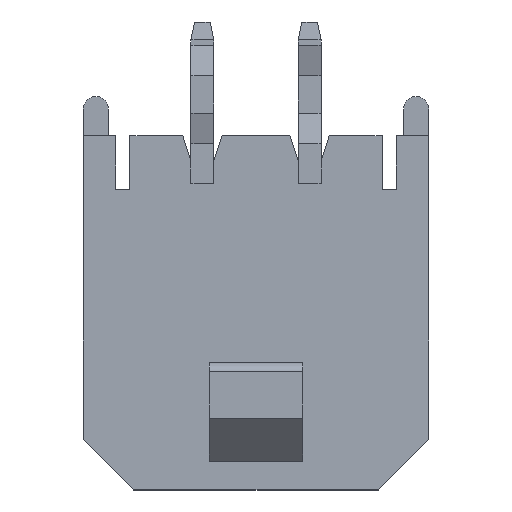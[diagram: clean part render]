
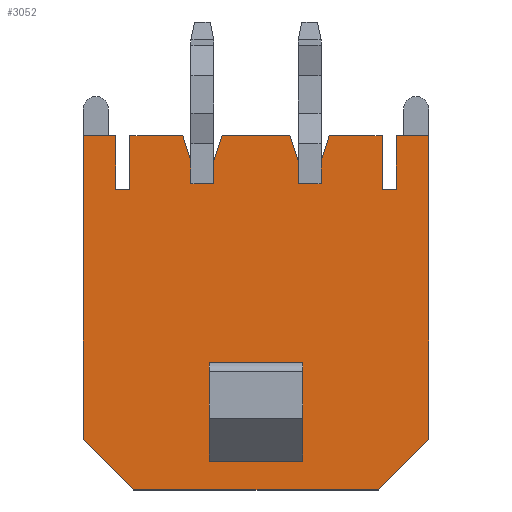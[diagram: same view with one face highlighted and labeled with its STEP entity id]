
A CAD part, top view. The second image highlights one B-rep face of the part: STEP entity #3052.
In plain terms, the highlighted planar face has unit normal (0, 0, 1).
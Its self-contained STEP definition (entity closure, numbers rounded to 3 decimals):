
#84=ORIENTED_EDGE('',*,*,#980,.T.);
#85=ORIENTED_EDGE('',*,*,#981,.T.);
#86=ORIENTED_EDGE('',*,*,#982,.F.);
#87=ORIENTED_EDGE('',*,*,#983,.F.);
#88=ORIENTED_EDGE('',*,*,#984,.T.);
#89=ORIENTED_EDGE('',*,*,#985,.T.);
#90=ORIENTED_EDGE('',*,*,#972,.T.);
#91=ORIENTED_EDGE('',*,*,#986,.T.);
#92=ORIENTED_EDGE('',*,*,#987,.T.);
#93=ORIENTED_EDGE('',*,*,#988,.T.);
#94=ORIENTED_EDGE('',*,*,#989,.T.);
#95=ORIENTED_EDGE('',*,*,#990,.T.);
#96=ORIENTED_EDGE('',*,*,#991,.T.);
#97=ORIENTED_EDGE('',*,*,#992,.F.);
#98=ORIENTED_EDGE('',*,*,#993,.F.);
#99=ORIENTED_EDGE('',*,*,#994,.F.);
#100=ORIENTED_EDGE('',*,*,#995,.T.);
#101=ORIENTED_EDGE('',*,*,#996,.F.);
#102=ORIENTED_EDGE('',*,*,#997,.F.);
#103=ORIENTED_EDGE('',*,*,#998,.F.);
#104=ORIENTED_EDGE('',*,*,#999,.T.);
#105=ORIENTED_EDGE('',*,*,#1000,.T.);
#106=ORIENTED_EDGE('',*,*,#1001,.T.);
#107=ORIENTED_EDGE('',*,*,#1002,.T.);
#108=ORIENTED_EDGE('',*,*,#1003,.T.);
#109=ORIENTED_EDGE('',*,*,#1004,.T.);
#110=ORIENTED_EDGE('',*,*,#978,.T.);
#111=ORIENTED_EDGE('',*,*,#1005,.T.);
#112=ORIENTED_EDGE('',*,*,#1006,.T.);
#113=ORIENTED_EDGE('',*,*,#951,.T.);
#951=EDGE_CURVE('',#1397,#1399,#1689,.T.);
#972=EDGE_CURVE('',#1420,#1421,#1710,.T.);
#978=EDGE_CURVE('',#1427,#1426,#1716,.T.);
#980=EDGE_CURVE('',#1428,#1429,#1718,.T.);
#981=EDGE_CURVE('',#1429,#1430,#1719,.T.);
#982=EDGE_CURVE('',#1431,#1430,#1720,.T.);
#983=EDGE_CURVE('',#1428,#1431,#1721,.T.);
#984=EDGE_CURVE('',#1399,#1432,#1722,.T.);
#985=EDGE_CURVE('',#1432,#1420,#1723,.T.);
#986=EDGE_CURVE('',#1421,#1433,#1724,.T.);
#987=EDGE_CURVE('',#1433,#1434,#1725,.T.);
#988=EDGE_CURVE('',#1434,#1435,#1726,.T.);
#989=EDGE_CURVE('',#1435,#1436,#1727,.T.);
#990=EDGE_CURVE('',#1436,#1437,#1728,.T.);
#991=EDGE_CURVE('',#1437,#1438,#1729,.T.);
#992=EDGE_CURVE('',#1439,#1438,#1730,.T.);
#993=EDGE_CURVE('',#1440,#1439,#1731,.T.);
#994=EDGE_CURVE('',#1441,#1440,#1732,.T.);
#995=EDGE_CURVE('',#1441,#1442,#1733,.T.);
#996=EDGE_CURVE('',#1443,#1442,#1734,.T.);
#997=EDGE_CURVE('',#1444,#1443,#1735,.T.);
#998=EDGE_CURVE('',#1445,#1444,#1736,.T.);
#999=EDGE_CURVE('',#1445,#1446,#1737,.T.);
#1000=EDGE_CURVE('',#1446,#1447,#1738,.T.);
#1001=EDGE_CURVE('',#1447,#1448,#1739,.T.);
#1002=EDGE_CURVE('',#1448,#1449,#1740,.T.);
#1003=EDGE_CURVE('',#1449,#1450,#1741,.T.);
#1004=EDGE_CURVE('',#1450,#1427,#1742,.T.);
#1005=EDGE_CURVE('',#1426,#1451,#1743,.T.);
#1006=EDGE_CURVE('',#1451,#1397,#1744,.T.);
#1397=VERTEX_POINT('',#4192);
#1399=VERTEX_POINT('',#4196);
#1420=VERTEX_POINT('',#4245);
#1421=VERTEX_POINT('',#4246);
#1426=VERTEX_POINT('',#4257);
#1427=VERTEX_POINT('',#4259);
#1428=VERTEX_POINT('',#4263);
#1429=VERTEX_POINT('',#4264);
#1430=VERTEX_POINT('',#4266);
#1431=VERTEX_POINT('',#4268);
#1432=VERTEX_POINT('',#4271);
#1433=VERTEX_POINT('',#4274);
#1434=VERTEX_POINT('',#4276);
#1435=VERTEX_POINT('',#4278);
#1436=VERTEX_POINT('',#4280);
#1437=VERTEX_POINT('',#4282);
#1438=VERTEX_POINT('',#4284);
#1439=VERTEX_POINT('',#4286);
#1440=VERTEX_POINT('',#4288);
#1441=VERTEX_POINT('',#4290);
#1442=VERTEX_POINT('',#4292);
#1443=VERTEX_POINT('',#4294);
#1444=VERTEX_POINT('',#4296);
#1445=VERTEX_POINT('',#4298);
#1446=VERTEX_POINT('',#4300);
#1447=VERTEX_POINT('',#4302);
#1448=VERTEX_POINT('',#4304);
#1449=VERTEX_POINT('',#4306);
#1450=VERTEX_POINT('',#4308);
#1451=VERTEX_POINT('',#4311);
#1689=LINE('',#4197,#2131);
#1710=LINE('',#4244,#2152);
#1716=LINE('',#4258,#2158);
#1718=LINE('',#4262,#2160);
#1719=LINE('',#4265,#2161);
#1720=LINE('',#4267,#2162);
#1721=LINE('',#4269,#2163);
#1722=LINE('',#4270,#2164);
#1723=LINE('',#4272,#2165);
#1724=LINE('',#4273,#2166);
#1725=LINE('',#4275,#2167);
#1726=LINE('',#4277,#2168);
#1727=LINE('',#4279,#2169);
#1728=LINE('',#4281,#2170);
#1729=LINE('',#4283,#2171);
#1730=LINE('',#4285,#2172);
#1731=LINE('',#4287,#2173);
#1732=LINE('',#4289,#2174);
#1733=LINE('',#4291,#2175);
#1734=LINE('',#4293,#2176);
#1735=LINE('',#4295,#2177);
#1736=LINE('',#4297,#2178);
#1737=LINE('',#4299,#2179);
#1738=LINE('',#4301,#2180);
#1739=LINE('',#4303,#2181);
#1740=LINE('',#4305,#2182);
#1741=LINE('',#4307,#2183);
#1742=LINE('',#4309,#2184);
#1743=LINE('',#4310,#2185);
#1744=LINE('',#4312,#2186);
#2131=VECTOR('',#3411,1000.);
#2152=VECTOR('',#3444,1000.);
#2158=VECTOR('',#3452,1000.);
#2160=VECTOR('',#3456,1000.);
#2161=VECTOR('',#3457,1000.);
#2162=VECTOR('',#3458,1000.);
#2163=VECTOR('',#3459,1000.);
#2164=VECTOR('',#3460,1000.);
#2165=VECTOR('',#3461,1000.);
#2166=VECTOR('',#3462,1000.);
#2167=VECTOR('',#3463,1000.);
#2168=VECTOR('',#3464,1000.);
#2169=VECTOR('',#3465,1000.);
#2170=VECTOR('',#3466,1000.);
#2171=VECTOR('',#3467,1000.);
#2172=VECTOR('',#3468,1000.);
#2173=VECTOR('',#3469,1000.);
#2174=VECTOR('',#3470,1000.);
#2175=VECTOR('',#3471,1000.);
#2176=VECTOR('',#3472,1000.);
#2177=VECTOR('',#3473,1000.);
#2178=VECTOR('',#3474,1000.);
#2179=VECTOR('',#3475,1000.);
#2180=VECTOR('',#3476,1000.);
#2181=VECTOR('',#3477,1000.);
#2182=VECTOR('',#3478,1000.);
#2183=VECTOR('',#3479,1000.);
#2184=VECTOR('',#3480,1000.);
#2185=VECTOR('',#3481,1000.);
#2186=VECTOR('',#3482,1000.);
#2571=EDGE_LOOP('',(#84,#85,#86,#87));
#2572=EDGE_LOOP('',(#88,#89,#90,#91,#92,#93,#94,#95,#96,#97,#98,#99,#100,
#101,#102,#103,#104,#105,#106,#107,#108,#109,#110,#111,#112,#113));
#2735=FACE_BOUND('',#2571,.T.);
#2736=FACE_BOUND('',#2572,.T.);
#2898=PLANE('',#3236);
#3052=ADVANCED_FACE('',(#2735,#2736),#2898,.T.);
#3236=AXIS2_PLACEMENT_3D('',#4261,#3454,#3455);
#3411=DIRECTION('',(-1.,0.,0.));
#3444=DIRECTION('',(-1.,0.,0.));
#3452=DIRECTION('',(-1.,0.,0.));
#3454=DIRECTION('',(0.,0.,1.));
#3455=DIRECTION('',(0.,-1.,0.));
#3456=DIRECTION('',(0.,-1.,0.));
#3457=DIRECTION('',(-1.,0.,0.));
#3458=DIRECTION('',(0.,-1.,0.));
#3459=DIRECTION('',(-1.,0.,0.));
#3460=DIRECTION('',(0.,1.,0.));
#3461=DIRECTION('',(-0.312,0.95,0.));
#3462=DIRECTION('',(-0.312,-0.95,0.));
#3463=DIRECTION('',(0.,-1.,0.));
#3464=DIRECTION('',(-1.,0.,0.));
#3465=DIRECTION('',(0.,1.,0.));
#3466=DIRECTION('',(-0.312,0.95,0.));
#3467=DIRECTION('',(-1.,0.,0.));
#3468=DIRECTION('',(0.,1.,0.));
#3469=DIRECTION('',(1.,0.,0.));
#3470=DIRECTION('',(0.,-1.,0.));
#3471=DIRECTION('',(-1.,0.,0.));
#3472=DIRECTION('',(0.,1.,0.));
#3473=DIRECTION('',(-0.707,0.707,0.));
#3474=DIRECTION('',(-1.,0.,0.));
#3475=DIRECTION('',(0.707,0.707,0.));
#3476=DIRECTION('',(0.,1.,0.));
#3477=DIRECTION('',(-1.,0.,0.));
#3478=DIRECTION('',(0.,-1.,0.));
#3479=DIRECTION('',(-1.,0.,0.));
#3480=DIRECTION('',(0.,1.,0.));
#3481=DIRECTION('',(-0.312,-0.95,0.));
#3482=DIRECTION('',(0.,-1.,0.));
#4192=CARTESIAN_POINT('',(1.82,3.61,2.185));
#4196=CARTESIAN_POINT('',(1.18,3.61,2.185));
#4197=CARTESIAN_POINT('',(1.82,3.61,2.185));
#4244=CARTESIAN_POINT('',(4.825,4.95,2.185));
#4245=CARTESIAN_POINT('',(0.95,4.95,2.185));
#4246=CARTESIAN_POINT('',(-0.95,4.95,2.185));
#4257=CARTESIAN_POINT('',(2.05,4.95,2.185));
#4258=CARTESIAN_POINT('',(4.825,4.95,2.185));
#4259=CARTESIAN_POINT('',(3.525,4.95,2.185));
#4261=CARTESIAN_POINT('',(4.825,-4.95,2.185));
#4262=CARTESIAN_POINT('',(1.3,-4.15,2.185));
#4263=CARTESIAN_POINT('',(1.3,-1.4,2.185));
#4264=CARTESIAN_POINT('',(1.3,-4.15,2.185));
#4265=CARTESIAN_POINT('',(1.3,-4.15,2.185));
#4266=CARTESIAN_POINT('',(-1.3,-4.15,2.185));
#4267=CARTESIAN_POINT('',(-1.3,-4.15,2.185));
#4268=CARTESIAN_POINT('',(-1.3,-1.4,2.185));
#4269=CARTESIAN_POINT('',(1.3,-1.4,2.185));
#4270=CARTESIAN_POINT('',(1.18,3.61,2.185));
#4271=CARTESIAN_POINT('',(1.18,4.25,2.185));
#4272=CARTESIAN_POINT('',(1.18,4.25,2.185));
#4273=CARTESIAN_POINT('',(-1.18,4.25,2.185));
#4274=CARTESIAN_POINT('',(-1.18,4.25,2.185));
#4275=CARTESIAN_POINT('',(-1.18,4.25,2.185));
#4276=CARTESIAN_POINT('',(-1.18,3.61,2.185));
#4277=CARTESIAN_POINT('',(-1.18,3.61,2.185));
#4278=CARTESIAN_POINT('',(-1.82,3.61,2.185));
#4279=CARTESIAN_POINT('',(-1.82,3.61,2.185));
#4280=CARTESIAN_POINT('',(-1.82,4.25,2.185));
#4281=CARTESIAN_POINT('',(-1.82,4.25,2.185));
#4282=CARTESIAN_POINT('',(-2.05,4.95,2.185));
#4283=CARTESIAN_POINT('',(4.825,4.95,2.185));
#4284=CARTESIAN_POINT('',(-3.525,4.95,2.185));
#4285=CARTESIAN_POINT('',(-3.525,3.45,2.185));
#4286=CARTESIAN_POINT('',(-3.525,3.45,2.185));
#4287=CARTESIAN_POINT('',(-3.925,3.45,2.185));
#4288=CARTESIAN_POINT('',(-3.925,3.45,2.185));
#4289=CARTESIAN_POINT('',(-3.925,4.95,2.185));
#4290=CARTESIAN_POINT('',(-3.925,4.95,2.185));
#4291=CARTESIAN_POINT('',(4.825,4.95,2.185));
#4292=CARTESIAN_POINT('',(-4.825,4.95,2.185));
#4293=CARTESIAN_POINT('',(-4.825,-4.95,2.185));
#4294=CARTESIAN_POINT('',(-4.825,-3.536,2.185));
#4295=CARTESIAN_POINT('',(-3.411,-4.95,2.185));
#4296=CARTESIAN_POINT('',(-3.411,-4.95,2.185));
#4297=CARTESIAN_POINT('',(4.825,-4.95,2.185));
#4298=CARTESIAN_POINT('',(3.411,-4.95,2.185));
#4299=CARTESIAN_POINT('',(3.411,-4.95,2.185));
#4300=CARTESIAN_POINT('',(4.825,-3.536,2.185));
#4301=CARTESIAN_POINT('',(4.825,-4.95,2.185));
#4302=CARTESIAN_POINT('',(4.825,4.95,2.185));
#4303=CARTESIAN_POINT('',(4.825,4.95,2.185));
#4304=CARTESIAN_POINT('',(3.925,4.95,2.185));
#4305=CARTESIAN_POINT('',(3.925,4.95,2.185));
#4306=CARTESIAN_POINT('',(3.925,3.45,2.185));
#4307=CARTESIAN_POINT('',(3.925,3.45,2.185));
#4308=CARTESIAN_POINT('',(3.525,3.45,2.185));
#4309=CARTESIAN_POINT('',(3.525,3.45,2.185));
#4310=CARTESIAN_POINT('',(2.05,4.95,2.185));
#4311=CARTESIAN_POINT('',(1.82,4.25,2.185));
#4312=CARTESIAN_POINT('',(1.82,4.25,2.185));
